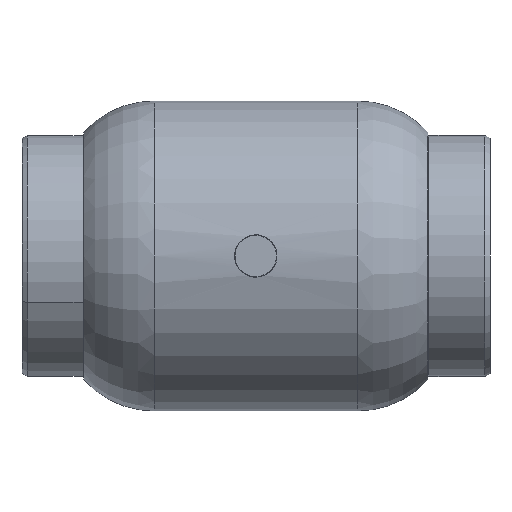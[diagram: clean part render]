
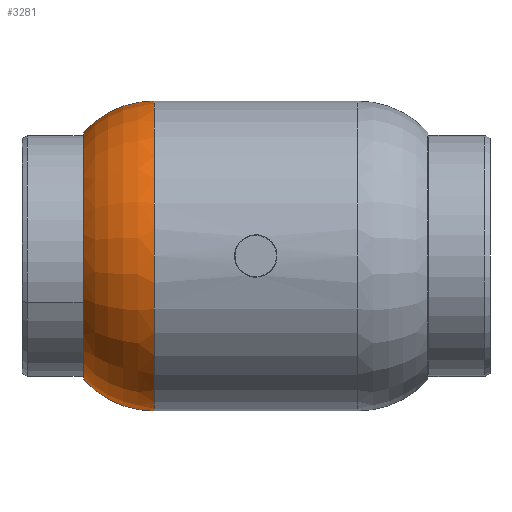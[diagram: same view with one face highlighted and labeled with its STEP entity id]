
A CAD part, front view. The second image highlights one B-rep face of the part: STEP entity #3281.
In plain terms, the highlighted toroidal (fillet/blend) face has major radius 68.501 mm and minor radius 107 mm.
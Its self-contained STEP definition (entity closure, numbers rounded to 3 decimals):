
#58 = EDGE_LOOP ( 'NONE', ( #2585, #4723, #1788, #3768 ) ) ;
#181 = CARTESIAN_POINT ( 'NONE',  ( -115., 0., 0. ) ) ;
#276 = DIRECTION ( 'NONE',  ( -1., 0., 0. ) ) ;
#285 = DIRECTION ( 'NONE',  ( 0., 0., -1. ) ) ;
#387 = DIRECTION ( 'NONE',  ( 0., 0., 1. ) ) ;
#555 = DIRECTION ( 'NONE',  ( -1., 0., 0. ) ) ;
#663 = DIRECTION ( 'NONE',  ( 0., 0., 1. ) ) ;
#739 = EDGE_CURVE ( 'NONE', #3769, #1339, #2948, .T. ) ;
#1258 = CIRCLE ( 'NONE', #5376, 175.5 ) ;
#1339 = VERTEX_POINT ( 'NONE', #3422 ) ;
#1788 = ORIENTED_EDGE ( 'NONE', *, *, #1935, .T. ) ;
#1848 = CARTESIAN_POINT ( 'NONE',  ( -195., 0., -140. ) ) ;
#1935 = EDGE_CURVE ( 'NONE', #4694, #1339, #5173, .T. ) ;
#1954 = CARTESIAN_POINT ( 'NONE',  ( -115.396, 0., 0. ) ) ;
#2081 = AXIS2_PLACEMENT_3D ( 'NONE', #5877, #555, #663 ) ;
#2218 = DIRECTION ( 'NONE',  ( 0., 0., 1. ) ) ;
#2254 = VERTEX_POINT ( 'NONE', #3616 ) ;
#2585 = ORIENTED_EDGE ( 'NONE', *, *, #3202, .F. ) ;
#2666 = CARTESIAN_POINT ( 'NONE',  ( -115., 0., 175.5 ) ) ;
#2681 = AXIS2_PLACEMENT_3D ( 'NONE', #6706, #5567, #387 ) ;
#2841 = AXIS2_PLACEMENT_3D ( 'NONE', #4003, #6169, #285 ) ;
#2948 = CIRCLE ( 'NONE', #2081, 140. ) ;
#3202 = EDGE_CURVE ( 'NONE', #2254, #3769, #4447, .T. ) ;
#3281 = ADVANCED_FACE ( 'NONE', ( #5045 ), #5348, .T. ) ;
#3315 = DIRECTION ( 'NONE',  ( -1., 0., 0. ) ) ;
#3422 = CARTESIAN_POINT ( 'NONE',  ( -195., 0., 140. ) ) ;
#3616 = CARTESIAN_POINT ( 'NONE',  ( -115., 0., -175.5 ) ) ;
#3768 = ORIENTED_EDGE ( 'NONE', *, *, #739, .F. ) ;
#3769 = VERTEX_POINT ( 'NONE', #1848 ) ;
#4003 = CARTESIAN_POINT ( 'NONE',  ( -115.396, 0., 68.501 ) ) ;
#4077 = DIRECTION ( 'NONE',  ( 0., 0., 1. ) ) ;
#4447 = CIRCLE ( 'NONE', #2681, 107. ) ;
#4694 = VERTEX_POINT ( 'NONE', #2666 ) ;
#4723 = ORIENTED_EDGE ( 'NONE', *, *, #6229, .T. ) ;
#5045 = FACE_OUTER_BOUND ( 'NONE', #58, .T. ) ;
#5173 = CIRCLE ( 'NONE', #2841, 107. ) ;
#5348 = TOROIDAL_SURFACE ( 'NONE', #6240, 68.501, 107. ) ;
#5376 = AXIS2_PLACEMENT_3D ( 'NONE', #181, #3315, #2218 ) ;
#5567 = DIRECTION ( 'NONE',  ( 0., 1., 0. ) ) ;
#5877 = CARTESIAN_POINT ( 'NONE',  ( -195., 0., 0. ) ) ;
#6169 = DIRECTION ( 'NONE',  ( 0., -1., 0. ) ) ;
#6229 = EDGE_CURVE ( 'NONE', #2254, #4694, #1258, .T. ) ;
#6240 = AXIS2_PLACEMENT_3D ( 'NONE', #1954, #276, #4077 ) ;
#6706 = CARTESIAN_POINT ( 'NONE',  ( -115.396, 0., -68.501 ) ) ;
